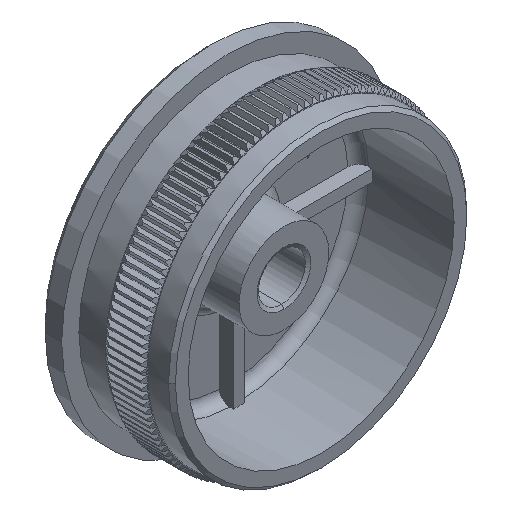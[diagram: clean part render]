
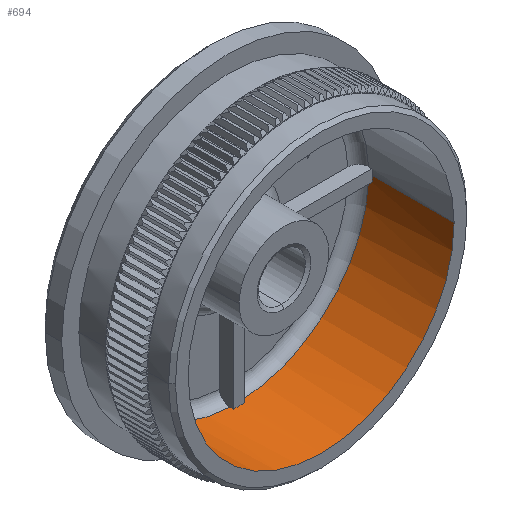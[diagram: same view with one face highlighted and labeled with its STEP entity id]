
A CAD part, isometric view. The second image highlights one B-rep face of the part: STEP entity #694.
In plain terms, the highlighted cylindrical face has radius 19.3 mm (diameter 38.6 mm), a partial arc.
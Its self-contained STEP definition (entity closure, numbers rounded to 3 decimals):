
#282 = AXIS2_PLACEMENT_3D ( 'NONE', #37721, #5798, #45138 ) ;
#694 = ADVANCED_FACE ( 'NONE', ( #15171 ), #42166, .F. ) ;
#1592 = DIRECTION ( 'NONE',  ( 0., 1., 0. ) ) ;
#1869 = LINE ( 'NONE', #38936, #17958 ) ;
#1920 = ORIENTED_EDGE ( 'NONE', *, *, #11543, .F. ) ;
#2099 = DIRECTION ( 'NONE',  ( 0., 1., 0. ) ) ;
#2127 = CIRCLE ( 'NONE', #38860, 19.3 ) ;
#2865 = EDGE_CURVE ( 'NONE', #39480, #31073, #33225, .T. ) ;
#4627 = CARTESIAN_POINT ( 'NONE',  ( -0.85, 12.4, -19.281 ) ) ;
#4757 = DIRECTION ( 'NONE',  ( 0., 1., 0. ) ) ;
#4884 = ORIENTED_EDGE ( 'NONE', *, *, #7975, .F. ) ;
#5206 = CARTESIAN_POINT ( 'NONE',  ( 19.281, 12.4, -0.85 ) ) ;
#5549 = LINE ( 'NONE', #8869, #26562 ) ;
#5798 = DIRECTION ( 'NONE',  ( 0., -1., 0. ) ) ;
#6229 = AXIS2_PLACEMENT_3D ( 'NONE', #19729, #2099, #26223 ) ;
#6361 = CARTESIAN_POINT ( 'NONE',  ( -19.3, 0., 0. ) ) ;
#6544 = VECTOR ( 'NONE', #41028, 1000. ) ;
#6946 = VECTOR ( 'NONE', #12806, 1000. ) ;
#7975 = EDGE_CURVE ( 'NONE', #30529, #40981, #24633, .T. ) ;
#8869 = CARTESIAN_POINT ( 'NONE',  ( 0.85, 11.9, -19.281 ) ) ;
#9110 = AXIS2_PLACEMENT_3D ( 'NONE', #34809, #13253, #37896 ) ;
#9362 = VECTOR ( 'NONE', #38772, 1000. ) ;
#10261 = CARTESIAN_POINT ( 'NONE',  ( 0., 11.9, 0. ) ) ;
#11543 = EDGE_CURVE ( 'NONE', #40094, #12995, #15524, .T. ) ;
#12094 = VERTEX_POINT ( 'NONE', #4627 ) ;
#12806 = DIRECTION ( 'NONE',  ( 0., 1., 0. ) ) ;
#12974 = EDGE_CURVE ( 'NONE', #20658, #24272, #2127, .T. ) ;
#12995 = VERTEX_POINT ( 'NONE', #13838 ) ;
#13253 = DIRECTION ( 'NONE',  ( 0., -1., 0. ) ) ;
#13387 = EDGE_CURVE ( 'NONE', #40981, #14073, #27543, .T. ) ;
#13441 = ORIENTED_EDGE ( 'NONE', *, *, #28453, .F. ) ;
#13838 = CARTESIAN_POINT ( 'NONE',  ( 0.85, 11.9, -19.281 ) ) ;
#14073 = VERTEX_POINT ( 'NONE', #24183 ) ;
#15171 = FACE_OUTER_BOUND ( 'NONE', #21637, .T. ) ;
#15448 = DIRECTION ( 'NONE',  ( 1., 0., 0. ) ) ;
#15524 = CIRCLE ( 'NONE', #9110, 19.3 ) ;
#15741 = ORIENTED_EDGE ( 'NONE', *, *, #27097, .F. ) ;
#15871 = DIRECTION ( 'NONE',  ( 0., -1., 0. ) ) ;
#15940 = VERTEX_POINT ( 'NONE', #5206 ) ;
#16081 = CARTESIAN_POINT ( 'NONE',  ( 0., 13.9, 0. ) ) ;
#16107 = ORIENTED_EDGE ( 'NONE', *, *, #31015, .T. ) ;
#16376 = LINE ( 'NONE', #26710, #6946 ) ;
#16491 = CIRCLE ( 'NONE', #6229, 19.3 ) ;
#16870 = DIRECTION ( 'NONE',  ( 0., -1., 0. ) ) ;
#17674 = LINE ( 'NONE', #20750, #9362 ) ;
#17958 = VECTOR ( 'NONE', #42494, 1000. ) ;
#19729 = CARTESIAN_POINT ( 'NONE',  ( 0., 12.4, 0. ) ) ;
#20530 = EDGE_CURVE ( 'NONE', #12094, #14073, #16491, .T. ) ;
#20658 = VERTEX_POINT ( 'NONE', #43929 ) ;
#20750 = CARTESIAN_POINT ( 'NONE',  ( 19.3, 13.9, 0. ) ) ;
#20821 = CARTESIAN_POINT ( 'NONE',  ( 19.3, 0., 0. ) ) ;
#21637 = EDGE_LOOP ( 'NONE', ( #4884, #25799, #32437, #13441, #24319, #41523, #28187, #15741, #1920, #16107, #43776, #21679 ) ) ;
#21679 = ORIENTED_EDGE ( 'NONE', *, *, #13387, .F. ) ;
#21789 = AXIS2_PLACEMENT_3D ( 'NONE', #25914, #4757, #15448 ) ;
#23073 = VECTOR ( 'NONE', #16870, 1000. ) ;
#23161 = DIRECTION ( 'NONE',  ( 0., -1., 0. ) ) ;
#23191 = CARTESIAN_POINT ( 'NONE',  ( -19.281, 11.9, -0.85 ) ) ;
#24183 = CARTESIAN_POINT ( 'NONE',  ( -19.281, 12.4, -0.85 ) ) ;
#24272 = VERTEX_POINT ( 'NONE', #27801 ) ;
#24319 = ORIENTED_EDGE ( 'NONE', *, *, #12974, .F. ) ;
#24633 = CIRCLE ( 'NONE', #31568, 19.3 ) ;
#25799 = ORIENTED_EDGE ( 'NONE', *, *, #41865, .T. ) ;
#25914 = CARTESIAN_POINT ( 'NONE',  ( 0., 12.4, 0. ) ) ;
#26223 = DIRECTION ( 'NONE',  ( 1., 0., 0. ) ) ;
#26562 = VECTOR ( 'NONE', #1592, 1000. ) ;
#26710 = CARTESIAN_POINT ( 'NONE',  ( -0.85, 11.9, -19.281 ) ) ;
#27097 = EDGE_CURVE ( 'NONE', #12995, #30808, #5549, .T. ) ;
#27543 = LINE ( 'NONE', #23191, #6544 ) ;
#27801 = CARTESIAN_POINT ( 'NONE',  ( 19.3, 11.9, 0. ) ) ;
#28005 = DIRECTION ( 'NONE',  ( 0., -1., 0. ) ) ;
#28161 = DIRECTION ( 'NONE',  ( 1., 0., 0. ) ) ;
#28187 = ORIENTED_EDGE ( 'NONE', *, *, #36535, .T. ) ;
#28453 = EDGE_CURVE ( 'NONE', #24272, #31073, #17674, .T. ) ;
#30196 = CARTESIAN_POINT ( 'NONE',  ( -0.85, 11.9, -19.281 ) ) ;
#30529 = VERTEX_POINT ( 'NONE', #33739 ) ;
#30808 = VERTEX_POINT ( 'NONE', #42582 ) ;
#31015 = EDGE_CURVE ( 'NONE', #40094, #12094, #16376, .T. ) ;
#31073 = VERTEX_POINT ( 'NONE', #20821 ) ;
#31568 = AXIS2_PLACEMENT_3D ( 'NONE', #36948, #15871, #40497 ) ;
#31773 = EDGE_CURVE ( 'NONE', #20658, #15940, #1869, .T. ) ;
#32427 = LINE ( 'NONE', #37960, #23073 ) ;
#32437 = ORIENTED_EDGE ( 'NONE', *, *, #2865, .T. ) ;
#33225 = CIRCLE ( 'NONE', #282, 19.3 ) ;
#33739 = CARTESIAN_POINT ( 'NONE',  ( -19.3, 11.9, 0. ) ) ;
#33981 = AXIS2_PLACEMENT_3D ( 'NONE', #16081, #23161, #40997 ) ;
#34809 = CARTESIAN_POINT ( 'NONE',  ( 0., 11.9, 0. ) ) ;
#36535 = EDGE_CURVE ( 'NONE', #15940, #30808, #39671, .T. ) ;
#36948 = CARTESIAN_POINT ( 'NONE',  ( 0., 11.9, 0. ) ) ;
#37306 = CARTESIAN_POINT ( 'NONE',  ( -19.281, 11.9, -0.85 ) ) ;
#37721 = CARTESIAN_POINT ( 'NONE',  ( 0., 0., 0. ) ) ;
#37896 = DIRECTION ( 'NONE',  ( 1., 0., 0. ) ) ;
#37960 = CARTESIAN_POINT ( 'NONE',  ( -19.3, 13.9, 0. ) ) ;
#38772 = DIRECTION ( 'NONE',  ( 0., -1., 0. ) ) ;
#38860 = AXIS2_PLACEMENT_3D ( 'NONE', #10261, #28005, #28161 ) ;
#38936 = CARTESIAN_POINT ( 'NONE',  ( 19.281, 11.9, -0.85 ) ) ;
#39480 = VERTEX_POINT ( 'NONE', #6361 ) ;
#39671 = CIRCLE ( 'NONE', #21789, 19.3 ) ;
#40094 = VERTEX_POINT ( 'NONE', #30196 ) ;
#40497 = DIRECTION ( 'NONE',  ( 1., 0., 0. ) ) ;
#40981 = VERTEX_POINT ( 'NONE', #37306 ) ;
#40997 = DIRECTION ( 'NONE',  ( 1., 0., 0. ) ) ;
#41028 = DIRECTION ( 'NONE',  ( 0., 1., 0. ) ) ;
#41523 = ORIENTED_EDGE ( 'NONE', *, *, #31773, .T. ) ;
#41865 = EDGE_CURVE ( 'NONE', #30529, #39480, #32427, .T. ) ;
#42166 = CYLINDRICAL_SURFACE ( 'NONE', #33981, 19.3 ) ;
#42494 = DIRECTION ( 'NONE',  ( 0., 1., 0. ) ) ;
#42582 = CARTESIAN_POINT ( 'NONE',  ( 0.85, 12.4, -19.281 ) ) ;
#43776 = ORIENTED_EDGE ( 'NONE', *, *, #20530, .T. ) ;
#43929 = CARTESIAN_POINT ( 'NONE',  ( 19.281, 11.9, -0.85 ) ) ;
#45138 = DIRECTION ( 'NONE',  ( 1., 0., 0. ) ) ;
